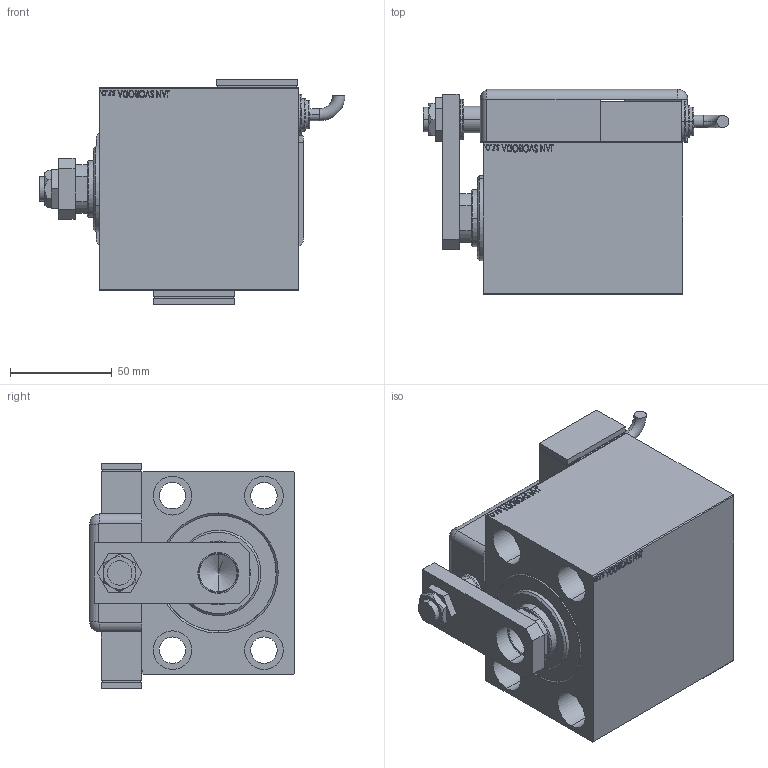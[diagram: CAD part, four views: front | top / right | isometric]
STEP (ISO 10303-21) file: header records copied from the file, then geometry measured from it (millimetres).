
FILE_DESCRIPTION (( 'STEP AP203' ), '1' );
FILE_NAME ('12ee.STEP', '2025-02-25T12:18:29', ( '' ), ( '' ), 'SwSTEP 2.0', 'SolidWorks 2019', '' );
FILE_SCHEMA (( 'CONFIG_CONTROL_DESIGN' ));
Length unit declared in the file: millimetre
Products named in the file (13): V450CM_C_VCP bdf12d2c50d92bdee55b0aa164ec7e13; SWITCH Q bdf12d2c50d92bdee55b0aa164ec7e13; SWITCH DIM A_G bdf12d2c50d92bdee55b0aa164ec7e13; MAGNETIC SWITCH Q bdf12d2c50d92bdee55b0aa164ec7e13; NUT_D13 bdf12d2c50d92bdee55b0aa164ec7e13; 12ee; ZARAZKA_Q bdf12d2c50d92bdee55b0aa164ec7e13; V450CM_C_Body bdf12d2c50d92bdee55b0aa164ec7e13; TYC bdf12d2c50d92bdee55b0aa164ec7e13; KRYT bdf12d2c50d92bdee55b0aa164ec7e13; V450CM_VC_B bdf12d2c50d92bdee55b0aa164ec7e13; SWITCH_Q_FRONT_BACK bdf12d2c50d92bdee55b0aa164ec7e13; NUT_D19 bdf12d2c50d92bdee55b0aa164ec7e13
Assembly tree (13 placements, depth 3):
  12ee
    V450CM_C_Body bdf12d2c50d92bdee55b0aa164ec7e13
    V450CM_C_VCP bdf12d2c50d92bdee55b0aa164ec7e13
    V450CM_VC_B bdf12d2c50d92bdee55b0aa164ec7e13
    MAGNETIC SWITCH Q bdf12d2c50d92bdee55b0aa164ec7e13
      SWITCH_Q_FRONT_BACK bdf12d2c50d92bdee55b0aa164ec7e13
      TYC bdf12d2c50d92bdee55b0aa164ec7e13
      ZARAZKA_Q bdf12d2c50d92bdee55b0aa164ec7e13
      SWITCH DIM A_G bdf12d2c50d92bdee55b0aa164ec7e13
      NUT_D19 bdf12d2c50d92bdee55b0aa164ec7e13
      NUT_D13 bdf12d2c50d92bdee55b0aa164ec7e13
      KRYT bdf12d2c50d92bdee55b0aa164ec7e13
      SWITCH Q bdf12d2c50d92bdee55b0aa164ec7e13  x2
Bounding box: 150.46 x 100.8 x 111 mm (x, y, z)
Volume: 773921.8 mm3; surface area: 159170.2 mm2
Topology: 13 solids, 13 shells, 1239 faces, 3142 edges, 2075 vertices
Faces by surface type: plane 613, bspline 471, cylinder 109, cone 22, torus 22, sphere 2
Entity records: 59437 total; most frequent: CARTESIAN_POINT 32042, ORIENTED_EDGE 6088, DIRECTION 3832, EDGE_CURVE 3044, VERTEX_POINT 2015, LINE 1818, VECTOR 1818, EDGE_LOOP 1369
